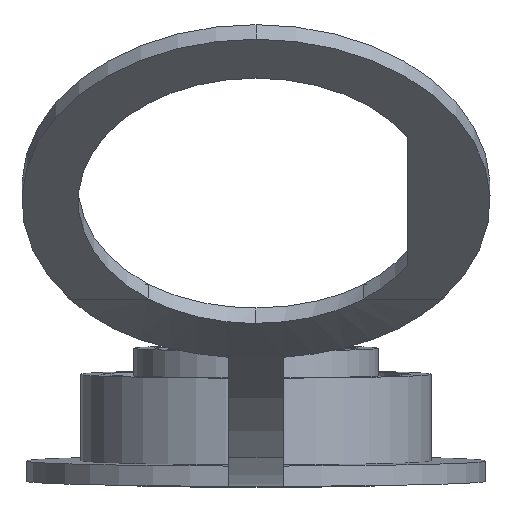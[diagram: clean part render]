
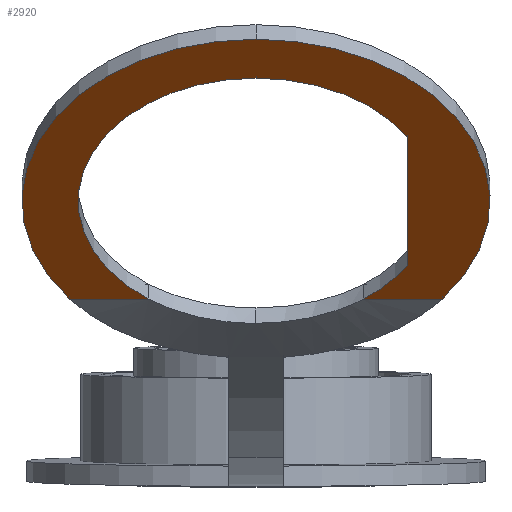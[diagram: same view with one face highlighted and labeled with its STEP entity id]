
A CAD part, front view. The second image highlights one B-rep face of the part: STEP entity #2920.
In plain terms, the highlighted planar face has unit normal (0, -0.691, -0.723).
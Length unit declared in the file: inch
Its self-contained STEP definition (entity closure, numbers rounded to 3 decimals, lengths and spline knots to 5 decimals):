
#407 = EDGE_CURVE ( 'NONE', #1358, #1335, #2894, .T. ) ;
#455 = EDGE_CURVE ( 'NONE', #1322, #1326, #3095, .T. ) ;
#523 = AXIS2_PLACEMENT_3D ( 'NONE', #648, #647, #646 ) ;
#551 = VECTOR ( 'NONE', #2501, 39.37008 ) ;
#585 = AXIS2_PLACEMENT_3D ( 'NONE', #2201, #2200, #2199 ) ;
#591 = AXIS2_PLACEMENT_3D ( 'NONE', #2325, #2324, #2323 ) ;
#596 = AXIS2_PLACEMENT_3D ( 'NONE', #2454, #2450, #2449 ) ;
#600 = VECTOR ( 'NONE', #2457, 39.37008 ) ;
#619 = VECTOR ( 'NONE', #2514, 39.37008 ) ;
#646 = DIRECTION ( 'NONE',  ( 0., -0.723, 0.691 ) ) ;
#647 = DIRECTION ( 'NONE',  ( 0., -0.691, -0.723 ) ) ;
#648 = CARTESIAN_POINT ( 'NONE',  ( 0., 0.11262, 0.21169 ) ) ;
#918 = AXIS2_PLACEMENT_3D ( 'NONE', #1438, #1437, #1436 ) ;
#1284 = VERTEX_POINT ( 'NONE', #2257 ) ;
#1292 = VERTEX_POINT ( 'NONE', #2249 ) ;
#1300 = VERTEX_POINT ( 'NONE', #2241 ) ;
#1306 = VERTEX_POINT ( 'NONE', #2235 ) ;
#1322 = VERTEX_POINT ( 'NONE', #2300 ) ;
#1326 = VERTEX_POINT ( 'NONE', #2290 ) ;
#1335 = VERTEX_POINT ( 'NONE', #2379 ) ;
#1358 = VERTEX_POINT ( 'NONE', #2356 ) ;
#1436 = DIRECTION ( 'NONE',  ( 0., -0.723, 0.691 ) ) ;
#1437 = DIRECTION ( 'NONE',  ( 0., -0.691, -0.723 ) ) ;
#1438 = CARTESIAN_POINT ( 'NONE',  ( 0., 0.11262, 0.21169 ) ) ;
#1891 = DIRECTION ( 'NONE',  ( 0., -0.723, 0.691 ) ) ;
#1892 = DIRECTION ( 'NONE',  ( 0., -0.691, -0.723 ) ) ;
#1893 = CARTESIAN_POINT ( 'NONE',  ( 0., 0.11262, 0.21169 ) ) ;
#1894 = PLANE ( 'NONE',  #2752 ) ;
#2199 = DIRECTION ( 'NONE',  ( 0., -0.723, 0.691 ) ) ;
#2200 = DIRECTION ( 'NONE',  ( 0., -0.691, -0.723 ) ) ;
#2201 = CARTESIAN_POINT ( 'NONE',  ( 0., 0.11262, 0.21169 ) ) ;
#2235 = CARTESIAN_POINT ( 'NONE',  ( -0.32249, 0.28964, 0.04232 ) ) ;
#2241 = CARTESIAN_POINT ( 'NONE',  ( 0.18583, 0.28964, 0.04232 ) ) ;
#2249 = CARTESIAN_POINT ( 'NONE',  ( 0.2625, -0.0031, 0.32242 ) ) ;
#2257 = CARTESIAN_POINT ( 'NONE',  ( 0.2625, 0.22833, 0.10097 ) ) ;
#2290 = CARTESIAN_POINT ( 'NONE',  ( -0.18583, 0.28964, 0.04232 ) ) ;
#2300 = CARTESIAN_POINT ( 'NONE',  ( 0., -0.10957, 0.42428 ) ) ;
#2323 = DIRECTION ( 'NONE',  ( 0., -0.723, 0.691 ) ) ;
#2324 = DIRECTION ( 'NONE',  ( 0., -0.691, -0.723 ) ) ;
#2325 = CARTESIAN_POINT ( 'NONE',  ( 0., 0.11262, 0.21169 ) ) ;
#2356 = CARTESIAN_POINT ( 'NONE',  ( 0.32249, 0.28964, 0.04232 ) ) ;
#2379 = CARTESIAN_POINT ( 'NONE',  ( 0., -0.18001, 0.49168 ) ) ;
#2449 = DIRECTION ( 'NONE',  ( 0., -0.723, 0.691 ) ) ;
#2450 = DIRECTION ( 'NONE',  ( 0., -0.691, -0.723 ) ) ;
#2454 = CARTESIAN_POINT ( 'NONE',  ( 0., 0.11262, 0.21169 ) ) ;
#2457 = DIRECTION ( 'NONE',  ( 0., -0.723, 0.691 ) ) ;
#2458 = CARTESIAN_POINT ( 'NONE',  ( 0.2625, 0.22833, 0.10097 ) ) ;
#2459 = LINE ( 'NONE', #2458, #600 ) ;
#2491 = CARTESIAN_POINT ( 'NONE',  ( 0., 0.28964, 0.04232 ) ) ;
#2493 = LINE ( 'NONE', #2491, #551 ) ;
#2501 = DIRECTION ( 'NONE',  ( -1., 0., 0. ) ) ;
#2514 = DIRECTION ( 'NONE',  ( -1., 0., 0. ) ) ;
#2515 = CARTESIAN_POINT ( 'NONE',  ( 0., 0.28964, 0.04232 ) ) ;
#2516 = LINE ( 'NONE', #2515, #619 ) ;
#2721 = FACE_OUTER_BOUND ( 'NONE', #3484, .T. ) ;
#2752 = AXIS2_PLACEMENT_3D ( 'NONE', #1893, #1892, #1891 ) ;
#2771 = EDGE_CURVE ( 'NONE', #1335, #1306, #2978, .T. ) ;
#2778 = EDGE_CURVE ( 'NONE', #1284, #1292, #2459, .T. ) ;
#2781 = EDGE_CURVE ( 'NONE', #1300, #1284, #2823, .T. ) ;
#2800 = EDGE_CURVE ( 'NONE', #1326, #1306, #2493, .T. ) ;
#2804 = EDGE_CURVE ( 'NONE', #1358, #1300, #2516, .T. ) ;
#2823 = CIRCLE ( 'NONE', #596, 0.3075 ) ;
#2844 = EDGE_CURVE ( 'NONE', #1292, #1322, #2873, .T. ) ;
#2873 = CIRCLE ( 'NONE', #523, 0.3075 ) ;
#2894 = CIRCLE ( 'NONE', #918, 0.405 ) ;
#2920 = ADVANCED_FACE ( 'NONE', ( #2721 ), #1894, .T. ) ;
#2978 = CIRCLE ( 'NONE', #591, 0.405 ) ;
#3095 = CIRCLE ( 'NONE', #585, 0.3075 ) ;
#3484 = EDGE_LOOP ( 'NONE', ( #3761, #3708, #3728, #3780, #3775, #3748, #3747, #3771 ) ) ;
#3708 = ORIENTED_EDGE ( 'NONE', *, *, #407, .T. ) ;
#3728 = ORIENTED_EDGE ( 'NONE', *, *, #2771, .T. ) ;
#3747 = ORIENTED_EDGE ( 'NONE', *, *, #2778, .F. ) ;
#3748 = ORIENTED_EDGE ( 'NONE', *, *, #2844, .F. ) ;
#3761 = ORIENTED_EDGE ( 'NONE', *, *, #2804, .F. ) ;
#3771 = ORIENTED_EDGE ( 'NONE', *, *, #2781, .F. ) ;
#3775 = ORIENTED_EDGE ( 'NONE', *, *, #455, .F. ) ;
#3780 = ORIENTED_EDGE ( 'NONE', *, *, #2800, .F. ) ;
